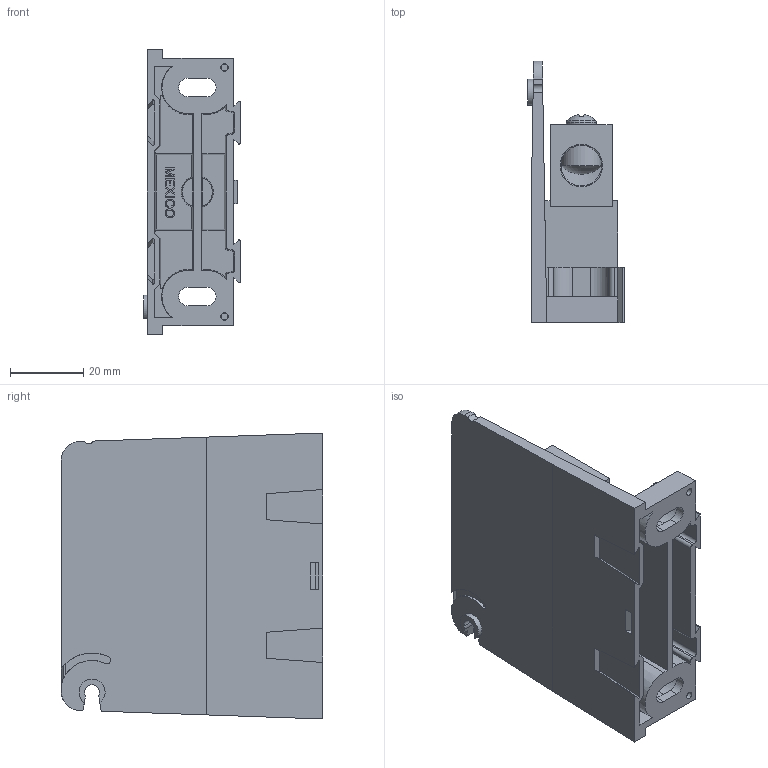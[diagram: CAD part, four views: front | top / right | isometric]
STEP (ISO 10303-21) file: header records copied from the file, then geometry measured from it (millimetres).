
FILE_DESCRIPTION (( 'STEP AP214' ), '1' );
FILE_NAME ('701925rev-ADDER.STEP', '2014-01-13T15:59:10', ( '' ), ( '' ), 'SwSTEP 2.0', 'SolidWorks 2013', '' );
FILE_SCHEMA (( 'AUTOMOTIVE_DESIGN' ));
Length unit declared in the file: inch
Products named in the file (1): 701925rev-ADDER
Bounding box: 26.29 x 71.37 x 78.11 mm (x, y, z)
Volume: 42489.2 mm3; surface area: 30140 mm2
Topology: 5 solids, 5 shells, 351 faces, 946 edges, 627 vertices
Faces by surface type: plane 207, bspline 59, cylinder 55, cone 26, torus 3, sphere 1
Full cylindrical faces by diameter (mm): 3.658 x1, 5.41 x1, 8.179 x1, 9.931 x2, 11.112 x2, 11.125 x2
Entity records: 19511 total; most frequent: CARTESIAN_POINT 6825, ORIENTED_EDGE 1826, DIRECTION 1407, EDGE_CURVE 913, VERTEX_POINT 618, LINE 601, VECTOR 601, EDGE_LOOP 405
